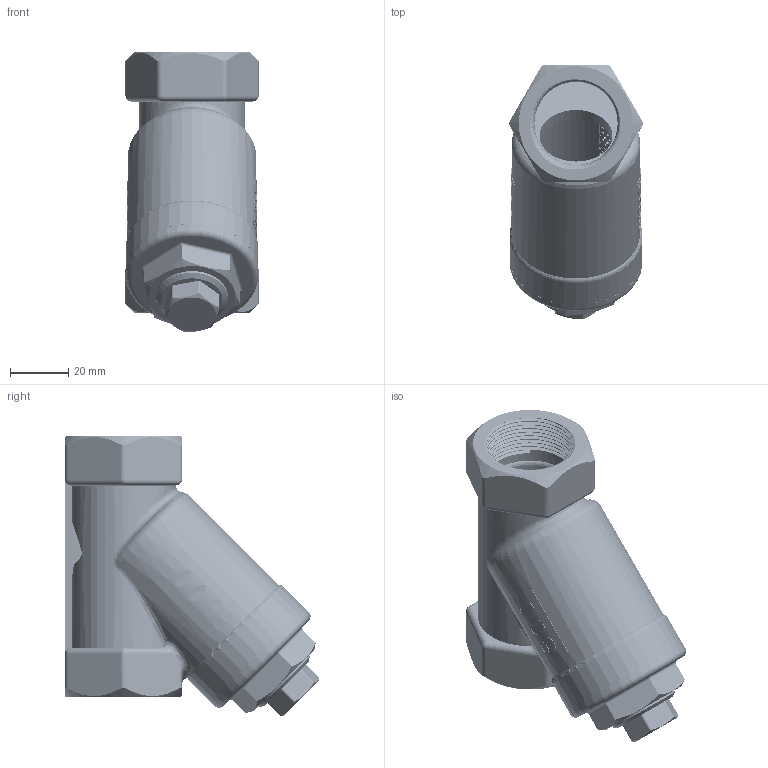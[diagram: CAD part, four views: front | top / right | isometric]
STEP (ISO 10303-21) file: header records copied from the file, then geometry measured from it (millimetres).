
FILE_DESCRIPTION (( 'STEP AP203' ), '1' );
FILE_NAME ('MV-41B-000 DN25.STEP', '2023-02-11T02:05:09', ( '' ), ( '' ), 'SwSTEP 2.0', 'SolidWorks 2012', '' );
FILE_SCHEMA (( 'CONFIG_CONTROL_DESIGN' ));
Length unit declared in the file: millimetre
Products named in the file (7): Screen; MV-41B-000 DN25; MV-41B DN25 BLOW OFF; MV-41B DN25 JOINT GASKET; MV-41B DN25 GASKET; MV-41B DN25 CAP; Body 1
Assembly tree (6 placements, depth 2):
  MV-41B-000 DN25
    Body 1
    MV-41B DN25 BLOW OFF
    MV-41B DN25 CAP
    MV-41B DN25 GASKET
    MV-41B DN25 JOINT GASKET
    Screen
Bounding box: 45.57 x 86.93 x 95.93 mm (x, y, z)
Volume: 83081.7 mm3; surface area: 55998.6 mm2
Topology: 6 solids, 6 shells, 3653 faces, 10562 edges, 6912 vertices
Faces by surface type: bspline 3034, cylinder 470, plane 107, cone 18, torus 12, sphere 12
Entity records: 238534 total; most frequent: CARTESIAN_POINT 163867, ORIENTED_EDGE 20000, EDGE_CURVE 10000, VERTEX_POINT 6634, B_SPLINE_CURVE_WITH_KNOTS 6314, EDGE_LOOP 6256, DIRECTION 4415, FACE_OUTER_BOUND 3354
